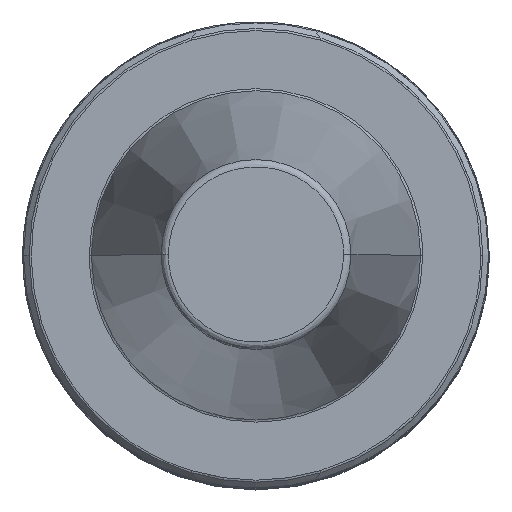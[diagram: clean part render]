
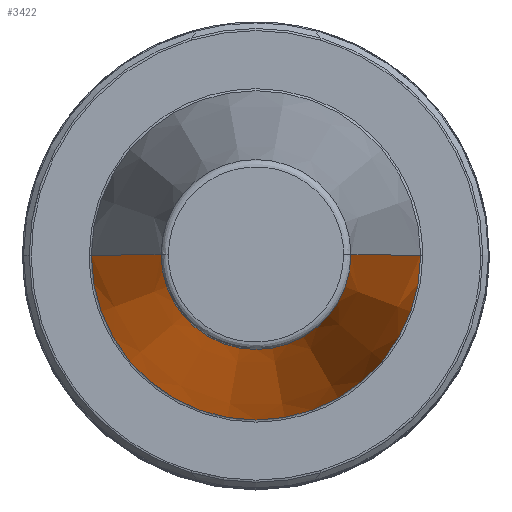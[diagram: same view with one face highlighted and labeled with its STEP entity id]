
A CAD part, top view. The second image highlights one B-rep face of the part: STEP entity #3422.
In plain terms, the highlighted conical face has half-angle 8.297 degrees and reference radius 12.812 mm.
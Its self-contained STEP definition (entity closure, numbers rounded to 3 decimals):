
#19 = DIRECTION ( 'NONE',  ( -1., 0., 0. ) ) ;
#31 = ORIENTED_EDGE ( 'NONE', *, *, #693, .T. ) ;
#140 = CARTESIAN_POINT ( 'NONE',  ( -12.812, 0., 64.544 ) ) ;
#153 = CARTESIAN_POINT ( 'NONE',  ( 12.812, 0., 64.544 ) ) ;
#175 = DIRECTION ( 'NONE',  ( 1., 0., 0. ) ) ;
#191 = CARTESIAN_POINT ( 'NONE',  ( 22.225, 0., 0. ) ) ;
#322 = AXIS2_PLACEMENT_3D ( 'NONE', #1636, #1824, #19 ) ;
#421 = DIRECTION ( 'NONE',  ( 0., 0., 1. ) ) ;
#578 = EDGE_CURVE ( 'NONE', #1430, #2399, #3013, .T. ) ;
#667 = VERTEX_POINT ( 'NONE', #153 ) ;
#693 = EDGE_CURVE ( 'NONE', #2399, #1650, #3466, .T. ) ;
#996 = AXIS2_PLACEMENT_3D ( 'NONE', #2038, #421, #2302 ) ;
#1050 = ORIENTED_EDGE ( 'NONE', *, *, #578, .T. ) ;
#1063 = FACE_OUTER_BOUND ( 'NONE', #2802, .T. ) ;
#1144 = LINE ( 'NONE', #1779, #2563 ) ;
#1188 = CIRCLE ( 'NONE', #996, 12.812 ) ;
#1430 = VERTEX_POINT ( 'NONE', #1501 ) ;
#1501 = CARTESIAN_POINT ( 'NONE',  ( -12.812, 0., 64.544 ) ) ;
#1599 = VECTOR ( 'NONE', #2028, 1000. ) ;
#1636 = CARTESIAN_POINT ( 'NONE',  ( 0., 0., 64.544 ) ) ;
#1650 = VERTEX_POINT ( 'NONE', #191 ) ;
#1690 = CONICAL_SURFACE ( 'NONE', #322, 12.812, 0.145 ) ;
#1779 = CARTESIAN_POINT ( 'NONE',  ( 12.812, 0., 64.544 ) ) ;
#1791 = DIRECTION ( 'NONE',  ( 0., 0., 1. ) ) ;
#1824 = DIRECTION ( 'NONE',  ( 0., 0., -1. ) ) ;
#1849 = EDGE_CURVE ( 'NONE', #667, #1650, #1144, .T. ) ;
#2028 = DIRECTION ( 'NONE',  ( -0.144, 0., -0.99 ) ) ;
#2038 = CARTESIAN_POINT ( 'NONE',  ( 0., 0., 64.544 ) ) ;
#2065 = ORIENTED_EDGE ( 'NONE', *, *, #2917, .F. ) ;
#2231 = ORIENTED_EDGE ( 'NONE', *, *, #1849, .F. ) ;
#2302 = DIRECTION ( 'NONE',  ( -1., 0., 0. ) ) ;
#2399 = VERTEX_POINT ( 'NONE', #2612 ) ;
#2563 = VECTOR ( 'NONE', #3373, 1000. ) ;
#2612 = CARTESIAN_POINT ( 'NONE',  ( -22.225, 0., 0. ) ) ;
#2802 = EDGE_LOOP ( 'NONE', ( #2231, #2065, #1050, #31 ) ) ;
#2917 = EDGE_CURVE ( 'NONE', #1430, #667, #1188, .T. ) ;
#3013 = LINE ( 'NONE', #140, #1599 ) ;
#3269 = AXIS2_PLACEMENT_3D ( 'NONE', #3384, #1791, #175 ) ;
#3373 = DIRECTION ( 'NONE',  ( 0.144, 0., -0.99 ) ) ;
#3384 = CARTESIAN_POINT ( 'NONE',  ( 0., 0., 0. ) ) ;
#3422 = ADVANCED_FACE ( 'NONE', ( #1063 ), #1690, .T. ) ;
#3466 = CIRCLE ( 'NONE', #3269, 22.225 ) ;
